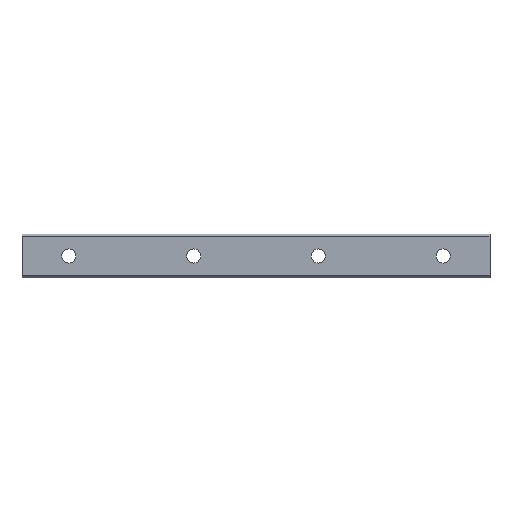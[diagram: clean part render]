
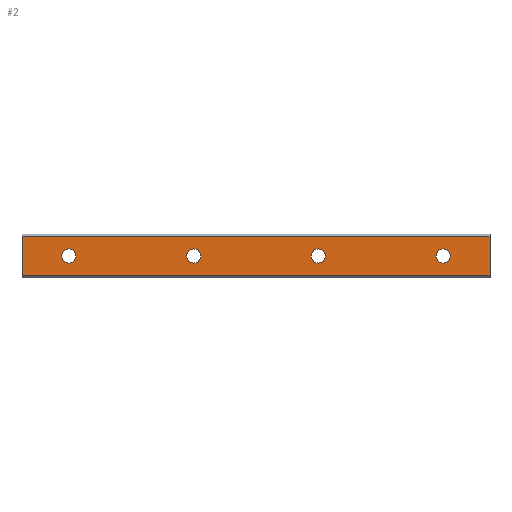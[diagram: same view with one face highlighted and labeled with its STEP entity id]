
A CAD part, front view. The second image highlights one B-rep face of the part: STEP entity #2.
In plain terms, the highlighted planar face has unit normal (0, -1, 0).
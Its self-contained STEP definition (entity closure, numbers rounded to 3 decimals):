
#2 = ADVANCED_FACE ( 'NONE', ( #363, #953, #1704, #373, #1894 ), #728, .F. ) ;
#9 = EDGE_CURVE ( 'NONE', #1514, #1674, #262, .T. ) ;
#35 = EDGE_CURVE ( 'NONE', #1354, #1716, #299, .T. ) ;
#51 = ORIENTED_EDGE ( 'NONE', *, *, #35, .F. ) ;
#72 = VERTEX_POINT ( 'NONE', #561 ) ;
#80 = VERTEX_POINT ( 'NONE', #130 ) ;
#88 = DIRECTION ( 'NONE',  ( 0., 0., 1. ) ) ;
#109 = CARTESIAN_POINT ( 'NONE',  ( 160., 0., 0. ) ) ;
#130 = CARTESIAN_POINT ( 'NONE',  ( 0., 0., 4.5 ) ) ;
#133 = VERTEX_POINT ( 'NONE', #850 ) ;
#162 = DIRECTION ( 'NONE',  ( 0., 0., 1. ) ) ;
#201 = AXIS2_PLACEMENT_3D ( 'NONE', #1259, #521, #162 ) ;
#203 = DIRECTION ( 'NONE',  ( 0., 0., 1. ) ) ;
#208 = AXIS2_PLACEMENT_3D ( 'NONE', #109, #551, #1144 ) ;
#214 = EDGE_CURVE ( 'NONE', #1219, #80, #846, .T. ) ;
#232 = CARTESIAN_POINT ( 'NONE',  ( 270., 0., -12.5 ) ) ;
#233 = EDGE_LOOP ( 'NONE', ( #1532, #1519 ) ) ;
#256 = EDGE_CURVE ( 'NONE', #80, #1219, #1571, .T. ) ;
#262 = CIRCLE ( 'NONE', #1504, 4.5 ) ;
#299 = LINE ( 'NONE', #1458, #1160 ) ;
#308 = DIRECTION ( 'NONE',  ( 0., 0., 1. ) ) ;
#328 = AXIS2_PLACEMENT_3D ( 'NONE', #1090, #932, #923 ) ;
#363 = FACE_OUTER_BOUND ( 'NONE', #489, .T. ) ;
#373 = FACE_BOUND ( 'NONE', #715, .T. ) ;
#389 = DIRECTION ( 'NONE',  ( -1., 0., 0. ) ) ;
#393 = EDGE_LOOP ( 'NONE', ( #1264, #445 ) ) ;
#400 = ORIENTED_EDGE ( 'NONE', *, *, #1266, .F. ) ;
#435 = EDGE_CURVE ( 'NONE', #486, #636, #1879, .T. ) ;
#445 = ORIENTED_EDGE ( 'NONE', *, *, #214, .F. ) ;
#454 = AXIS2_PLACEMENT_3D ( 'NONE', #744, #753, #308 ) ;
#486 = VERTEX_POINT ( 'NONE', #733 ) ;
#489 = EDGE_LOOP ( 'NONE', ( #647, #883, #51, #1680 ) ) ;
#511 = CARTESIAN_POINT ( 'NONE',  ( 0., 0., 0. ) ) ;
#521 = DIRECTION ( 'NONE',  ( 0., -1., 0. ) ) ;
#546 = ORIENTED_EDGE ( 'NONE', *, *, #1533, .F. ) ;
#551 = DIRECTION ( 'NONE',  ( 0., -1., 0. ) ) ;
#561 = CARTESIAN_POINT ( 'NONE',  ( 80., 0., -4.5 ) ) ;
#581 = DIRECTION ( 'NONE',  ( 1., 0., 0. ) ) ;
#590 = DIRECTION ( 'NONE',  ( 0., 1., 0. ) ) ;
#606 = EDGE_CURVE ( 'NONE', #1151, #72, #1727, .T. ) ;
#636 = VERTEX_POINT ( 'NONE', #1397 ) ;
#647 = ORIENTED_EDGE ( 'NONE', *, *, #1022, .F. ) ;
#653 = VECTOR ( 'NONE', #1807, 1000. ) ;
#662 = EDGE_LOOP ( 'NONE', ( #546, #1728 ) ) ;
#678 = CARTESIAN_POINT ( 'NONE',  ( 240., 0., 0. ) ) ;
#679 = EDGE_CURVE ( 'NONE', #1716, #133, #779, .T. ) ;
#710 = DIRECTION ( 'NONE',  ( 0., -1., 0. ) ) ;
#715 = EDGE_LOOP ( 'NONE', ( #1220, #400 ) ) ;
#728 = PLANE ( 'NONE',  #1095 ) ;
#733 = CARTESIAN_POINT ( 'NONE',  ( 240., 0., -4.5 ) ) ;
#744 = CARTESIAN_POINT ( 'NONE',  ( 80., 0., 0. ) ) ;
#753 = DIRECTION ( 'NONE',  ( 0., -1., 0. ) ) ;
#779 = LINE ( 'NONE', #1213, #653 ) ;
#846 = CIRCLE ( 'NONE', #938, 4.5 ) ;
#850 = CARTESIAN_POINT ( 'NONE',  ( 270., 0., -12.5 ) ) ;
#858 = CIRCLE ( 'NONE', #454, 4.5 ) ;
#883 = ORIENTED_EDGE ( 'NONE', *, *, #679, .F. ) ;
#923 = DIRECTION ( 'NONE',  ( 0., 0., 1. ) ) ;
#932 = DIRECTION ( 'NONE',  ( 0., -1., 0. ) ) ;
#938 = AXIS2_PLACEMENT_3D ( 'NONE', #511, #1101, #958 ) ;
#953 = FACE_BOUND ( 'NONE', #393, .T. ) ;
#958 = DIRECTION ( 'NONE',  ( 0., 0., 1. ) ) ;
#966 = CARTESIAN_POINT ( 'NONE',  ( 240., 0., 0. ) ) ;
#990 = CARTESIAN_POINT ( 'NONE',  ( 80., 0., 4.5 ) ) ;
#1022 = EDGE_CURVE ( 'NONE', #133, #1611, #1579, .T. ) ;
#1090 = CARTESIAN_POINT ( 'NONE',  ( 80., 0., 0. ) ) ;
#1095 = AXIS2_PLACEMENT_3D ( 'NONE', #1312, #590, #1761 ) ;
#1101 = DIRECTION ( 'NONE',  ( 0., -1., 0. ) ) ;
#1123 = EDGE_CURVE ( 'NONE', #1611, #1354, #1838, .T. ) ;
#1144 = DIRECTION ( 'NONE',  ( 0., 0., 1. ) ) ;
#1151 = VERTEX_POINT ( 'NONE', #990 ) ;
#1157 = CARTESIAN_POINT ( 'NONE',  ( 160., 0., 0. ) ) ;
#1160 = VECTOR ( 'NONE', #581, 1000. ) ;
#1213 = CARTESIAN_POINT ( 'NONE',  ( 270., 0., 12.5 ) ) ;
#1214 = VECTOR ( 'NONE', #203, 1000. ) ;
#1219 = VERTEX_POINT ( 'NONE', #1615 ) ;
#1220 = ORIENTED_EDGE ( 'NONE', *, *, #9, .F. ) ;
#1259 = CARTESIAN_POINT ( 'NONE',  ( 0., 0., 0. ) ) ;
#1264 = ORIENTED_EDGE ( 'NONE', *, *, #256, .F. ) ;
#1266 = EDGE_CURVE ( 'NONE', #1674, #1514, #1853, .T. ) ;
#1269 = DIRECTION ( 'NONE',  ( 0., -1., 0. ) ) ;
#1312 = CARTESIAN_POINT ( 'NONE',  ( 270., 0., 12.5 ) ) ;
#1354 = VERTEX_POINT ( 'NONE', #1507 ) ;
#1385 = AXIS2_PLACEMENT_3D ( 'NONE', #966, #1564, #88 ) ;
#1397 = CARTESIAN_POINT ( 'NONE',  ( 240., 0., 4.5 ) ) ;
#1400 = VECTOR ( 'NONE', #389, 1000. ) ;
#1416 = CARTESIAN_POINT ( 'NONE',  ( 160., 0., 4.5 ) ) ;
#1436 = CARTESIAN_POINT ( 'NONE',  ( -30., 0., -12.5 ) ) ;
#1458 = CARTESIAN_POINT ( 'NONE',  ( 270., 0., 12.5 ) ) ;
#1504 = AXIS2_PLACEMENT_3D ( 'NONE', #1157, #710, #1608 ) ;
#1507 = CARTESIAN_POINT ( 'NONE',  ( -30., 0., 12.5 ) ) ;
#1514 = VERTEX_POINT ( 'NONE', #1416 ) ;
#1519 = ORIENTED_EDGE ( 'NONE', *, *, #1857, .F. ) ;
#1532 = ORIENTED_EDGE ( 'NONE', *, *, #606, .F. ) ;
#1533 = EDGE_CURVE ( 'NONE', #636, #486, #1731, .T. ) ;
#1538 = CARTESIAN_POINT ( 'NONE',  ( -30., 0., 12.5 ) ) ;
#1564 = DIRECTION ( 'NONE',  ( 0., -1., 0. ) ) ;
#1571 = CIRCLE ( 'NONE', #201, 4.5 ) ;
#1578 = AXIS2_PLACEMENT_3D ( 'NONE', #678, #1269, #1720 ) ;
#1579 = LINE ( 'NONE', #232, #1400 ) ;
#1608 = DIRECTION ( 'NONE',  ( 0., 0., 1. ) ) ;
#1611 = VERTEX_POINT ( 'NONE', #1436 ) ;
#1615 = CARTESIAN_POINT ( 'NONE',  ( 0., 0., -4.5 ) ) ;
#1674 = VERTEX_POINT ( 'NONE', #1900 ) ;
#1680 = ORIENTED_EDGE ( 'NONE', *, *, #1123, .F. ) ;
#1704 = FACE_BOUND ( 'NONE', #662, .T. ) ;
#1716 = VERTEX_POINT ( 'NONE', #1743 ) ;
#1720 = DIRECTION ( 'NONE',  ( 0., 0., 1. ) ) ;
#1727 = CIRCLE ( 'NONE', #328, 4.5 ) ;
#1728 = ORIENTED_EDGE ( 'NONE', *, *, #435, .F. ) ;
#1731 = CIRCLE ( 'NONE', #1578, 4.5 ) ;
#1743 = CARTESIAN_POINT ( 'NONE',  ( 270., 0., 12.5 ) ) ;
#1761 = DIRECTION ( 'NONE',  ( 0., 0., 1. ) ) ;
#1807 = DIRECTION ( 'NONE',  ( 0., 0., -1. ) ) ;
#1838 = LINE ( 'NONE', #1538, #1214 ) ;
#1853 = CIRCLE ( 'NONE', #208, 4.5 ) ;
#1857 = EDGE_CURVE ( 'NONE', #72, #1151, #858, .T. ) ;
#1879 = CIRCLE ( 'NONE', #1385, 4.5 ) ;
#1894 = FACE_BOUND ( 'NONE', #233, .T. ) ;
#1900 = CARTESIAN_POINT ( 'NONE',  ( 160., 0., -4.5 ) ) ;
